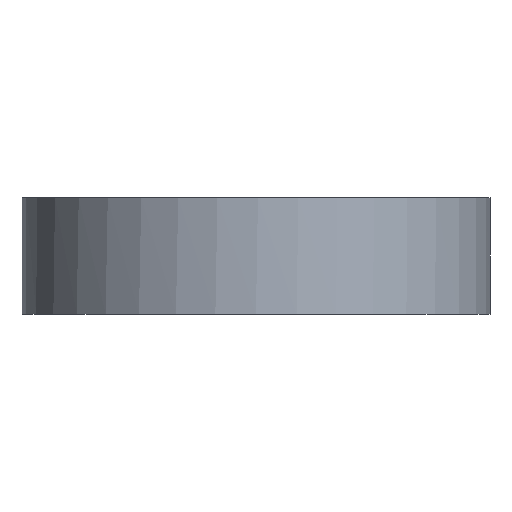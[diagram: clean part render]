
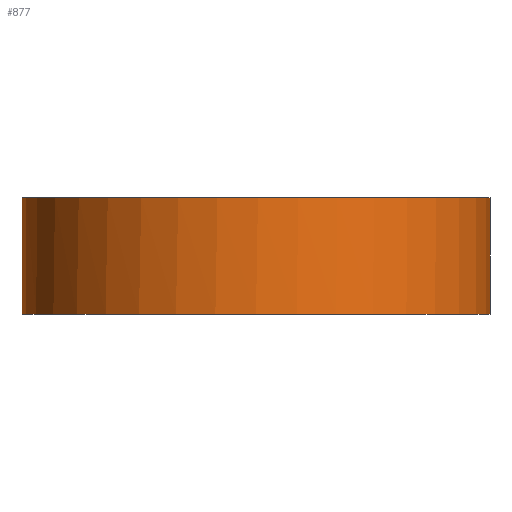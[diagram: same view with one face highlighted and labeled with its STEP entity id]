
A CAD part, front view. The second image highlights one B-rep face of the part: STEP entity #877.
In plain terms, the highlighted cylindrical face has radius 30.2 mm (diameter 60.4 mm), a full revolution.
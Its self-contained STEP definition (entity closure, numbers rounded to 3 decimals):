
#105 = PLANE('',#106);
#106 = AXIS2_PLACEMENT_3D('',#107,#108,#109);
#107 = CARTESIAN_POINT('',(-0.362,0.,5.));
#108 = DIRECTION('',(0.,0.,1.));
#109 = DIRECTION('',(0.,1.,0.));
#593 = PLANE('',#594);
#594 = AXIS2_PLACEMENT_3D('',#595,#596,#597);
#595 = CARTESIAN_POINT('',(0.,0.,15.));
#596 = DIRECTION('',(0.,0.,-1.));
#597 = DIRECTION('',(1.,0.,0.));
#686 = VERTEX_POINT('',#687);
#687 = CARTESIAN_POINT('',(-30.196,-0.5,15.));
#700 = PLANE('',#701);
#701 = AXIS2_PLACEMENT_3D('',#702,#703,#704);
#702 = CARTESIAN_POINT('',(-33.5,-0.5,5.));
#703 = DIRECTION('',(0.,1.,0.));
#704 = DIRECTION('',(0.,0.,1.));
#711 = EDGE_CURVE('',#712,#686,#714,.T.);
#712 = VERTEX_POINT('',#713);
#713 = CARTESIAN_POINT('',(30.2,0.,15.));
#714 = SURFACE_CURVE('',#715,(#720,#727),.PCURVE_S1.);
#715 = CIRCLE('',#716,30.2);
#716 = AXIS2_PLACEMENT_3D('',#717,#718,#719);
#717 = CARTESIAN_POINT('',(0.,0.,15.));
#718 = DIRECTION('',(0.,0.,-1.));
#719 = DIRECTION('',(1.,0.,0.));
#720 = PCURVE('',#593,#721);
#721 = DEFINITIONAL_REPRESENTATION('',(#722),#726);
#722 = CIRCLE('',#723,30.2);
#723 = AXIS2_PLACEMENT_2D('',#724,#725);
#724 = CARTESIAN_POINT('',(0.,0.));
#725 = DIRECTION('',(1.,0.));
#726 = ( GEOMETRIC_REPRESENTATION_CONTEXT(2) 
PARAMETRIC_REPRESENTATION_CONTEXT() REPRESENTATION_CONTEXT('2D SPACE',''
  ) );
#727 = PCURVE('',#728,#733);
#728 = CYLINDRICAL_SURFACE('',#729,30.2);
#729 = AXIS2_PLACEMENT_3D('',#730,#731,#732);
#730 = CARTESIAN_POINT('',(0.,0.,15.));
#731 = DIRECTION('',(0.,0.,-1.));
#732 = DIRECTION('',(1.,0.,0.));
#733 = DEFINITIONAL_REPRESENTATION('',(#734),#738);
#734 = LINE('',#735,#736);
#735 = CARTESIAN_POINT('',(0.,0.));
#736 = VECTOR('',#737,1.);
#737 = DIRECTION('',(1.,0.));
#738 = ( GEOMETRIC_REPRESENTATION_CONTEXT(2) 
PARAMETRIC_REPRESENTATION_CONTEXT() REPRESENTATION_CONTEXT('2D SPACE',''
  ) );
#740 = EDGE_CURVE('',#741,#712,#743,.T.);
#741 = VERTEX_POINT('',#742);
#742 = CARTESIAN_POINT('',(-30.196,0.5,15.));
#743 = SURFACE_CURVE('',#744,(#749,#756),.PCURVE_S1.);
#744 = CIRCLE('',#745,30.2);
#745 = AXIS2_PLACEMENT_3D('',#746,#747,#748);
#746 = CARTESIAN_POINT('',(0.,0.,15.));
#747 = DIRECTION('',(0.,0.,-1.));
#748 = DIRECTION('',(1.,0.,0.));
#749 = PCURVE('',#593,#750);
#750 = DEFINITIONAL_REPRESENTATION('',(#751),#755);
#751 = CIRCLE('',#752,30.2);
#752 = AXIS2_PLACEMENT_2D('',#753,#754);
#753 = CARTESIAN_POINT('',(0.,0.));
#754 = DIRECTION('',(1.,0.));
#755 = ( GEOMETRIC_REPRESENTATION_CONTEXT(2) 
PARAMETRIC_REPRESENTATION_CONTEXT() REPRESENTATION_CONTEXT('2D SPACE',''
  ) );
#756 = PCURVE('',#728,#757);
#757 = DEFINITIONAL_REPRESENTATION('',(#758),#762);
#758 = LINE('',#759,#760);
#759 = CARTESIAN_POINT('',(0.,0.));
#760 = VECTOR('',#761,1.);
#761 = DIRECTION('',(1.,0.));
#762 = ( GEOMETRIC_REPRESENTATION_CONTEXT(2) 
PARAMETRIC_REPRESENTATION_CONTEXT() REPRESENTATION_CONTEXT('2D SPACE',''
  ) );
#777 = PLANE('',#778);
#778 = AXIS2_PLACEMENT_3D('',#779,#780,#781);
#779 = CARTESIAN_POINT('',(-33.5,0.5,5.));
#780 = DIRECTION('',(0.,1.,0.));
#781 = DIRECTION('',(0.,0.,1.));
#836 = VERTEX_POINT('',#837);
#837 = CARTESIAN_POINT('',(-30.196,0.5,5.));
#858 = EDGE_CURVE('',#741,#836,#859,.T.);
#859 = SURFACE_CURVE('',#860,(#864,#870),.PCURVE_S1.);
#860 = LINE('',#861,#862);
#861 = CARTESIAN_POINT('',(-30.196,0.5,15.));
#862 = VECTOR('',#863,1.);
#863 = DIRECTION('',(0.,0.,-1.));
#864 = PCURVE('',#777,#865);
#865 = DEFINITIONAL_REPRESENTATION('',(#866),#869);
#866 = B_SPLINE_CURVE_WITH_KNOTS('',1,(#867,#868),.UNSPECIFIED.,.F.,.F.,
  (2,2),(0.,11.1),.PIECEWISE_BEZIER_KNOTS.);
#867 = CARTESIAN_POINT('',(10.,3.304));
#868 = CARTESIAN_POINT('',(-1.1,3.304));
#869 = ( GEOMETRIC_REPRESENTATION_CONTEXT(2) 
PARAMETRIC_REPRESENTATION_CONTEXT() REPRESENTATION_CONTEXT('2D SPACE',''
  ) );
#870 = PCURVE('',#728,#871);
#871 = DEFINITIONAL_REPRESENTATION('',(#872),#875);
#872 = B_SPLINE_CURVE_WITH_KNOTS('',1,(#873,#874),.UNSPECIFIED.,.F.,.F.,
  (2,2),(0.,11.1),.PIECEWISE_BEZIER_KNOTS.);
#873 = CARTESIAN_POINT('',(3.158,0.));
#874 = CARTESIAN_POINT('',(3.158,11.1));
#875 = ( GEOMETRIC_REPRESENTATION_CONTEXT(2) 
PARAMETRIC_REPRESENTATION_CONTEXT() REPRESENTATION_CONTEXT('2D SPACE',''
  ) );
#877 = ADVANCED_FACE('',(#878),#728,.T.);
#878 = FACE_BOUND('',#879,.T.);
#879 = EDGE_LOOP('',(#880,#903,#904,#925,#951,#952,#953,#954));
#880 = ORIENTED_EDGE('',*,*,#881,.F.);
#881 = EDGE_CURVE('',#712,#882,#884,.T.);
#882 = VERTEX_POINT('',#883);
#883 = CARTESIAN_POINT('',(30.2,0.,0.));
#884 = SEAM_CURVE('',#885,(#889,#896),.PCURVE_S1.);
#885 = LINE('',#886,#887);
#886 = CARTESIAN_POINT('',(30.2,0.,15.));
#887 = VECTOR('',#888,1.);
#888 = DIRECTION('',(0.,0.,-1.));
#889 = PCURVE('',#728,#890);
#890 = DEFINITIONAL_REPRESENTATION('',(#891),#895);
#891 = LINE('',#892,#893);
#892 = CARTESIAN_POINT('',(0.,0.));
#893 = VECTOR('',#894,1.);
#894 = DIRECTION('',(0.,1.));
#895 = ( GEOMETRIC_REPRESENTATION_CONTEXT(2) 
PARAMETRIC_REPRESENTATION_CONTEXT() REPRESENTATION_CONTEXT('2D SPACE',''
  ) );
#896 = PCURVE('',#728,#897);
#897 = DEFINITIONAL_REPRESENTATION('',(#898),#902);
#898 = LINE('',#899,#900);
#899 = CARTESIAN_POINT('',(6.283,0.));
#900 = VECTOR('',#901,1.);
#901 = DIRECTION('',(0.,1.));
#902 = ( GEOMETRIC_REPRESENTATION_CONTEXT(2) 
PARAMETRIC_REPRESENTATION_CONTEXT() REPRESENTATION_CONTEXT('2D SPACE',''
  ) );
#903 = ORIENTED_EDGE('',*,*,#711,.T.);
#904 = ORIENTED_EDGE('',*,*,#905,.T.);
#905 = EDGE_CURVE('',#686,#906,#908,.T.);
#906 = VERTEX_POINT('',#907);
#907 = CARTESIAN_POINT('',(-30.196,-0.5,5.));
#908 = SURFACE_CURVE('',#909,(#913,#919),.PCURVE_S1.);
#909 = LINE('',#910,#911);
#910 = CARTESIAN_POINT('',(-30.196,-0.5,15.));
#911 = VECTOR('',#912,1.);
#912 = DIRECTION('',(0.,0.,-1.));
#913 = PCURVE('',#728,#914);
#914 = DEFINITIONAL_REPRESENTATION('',(#915),#918);
#915 = B_SPLINE_CURVE_WITH_KNOTS('',1,(#916,#917),.UNSPECIFIED.,.F.,.F.,
  (2,2),(0.,11.1),.PIECEWISE_BEZIER_KNOTS.);
#916 = CARTESIAN_POINT('',(3.125,0.));
#917 = CARTESIAN_POINT('',(3.125,11.1));
#918 = ( GEOMETRIC_REPRESENTATION_CONTEXT(2) 
PARAMETRIC_REPRESENTATION_CONTEXT() REPRESENTATION_CONTEXT('2D SPACE',''
  ) );
#919 = PCURVE('',#700,#920);
#920 = DEFINITIONAL_REPRESENTATION('',(#921),#924);
#921 = B_SPLINE_CURVE_WITH_KNOTS('',1,(#922,#923),.UNSPECIFIED.,.F.,.F.,
  (2,2),(0.,11.1),.PIECEWISE_BEZIER_KNOTS.);
#922 = CARTESIAN_POINT('',(10.,3.304));
#923 = CARTESIAN_POINT('',(-1.1,3.304));
#924 = ( GEOMETRIC_REPRESENTATION_CONTEXT(2) 
PARAMETRIC_REPRESENTATION_CONTEXT() REPRESENTATION_CONTEXT('2D SPACE',''
  ) );
#925 = ORIENTED_EDGE('',*,*,#926,.T.);
#926 = EDGE_CURVE('',#906,#836,#927,.T.);
#927 = SURFACE_CURVE('',#928,(#933,#940),.PCURVE_S1.);
#928 = CIRCLE('',#929,30.2);
#929 = AXIS2_PLACEMENT_3D('',#930,#931,#932);
#930 = CARTESIAN_POINT('',(0.,0.,5.));
#931 = DIRECTION('',(0.,0.,-1.));
#932 = DIRECTION('',(1.,0.,0.));
#933 = PCURVE('',#728,#934);
#934 = DEFINITIONAL_REPRESENTATION('',(#935),#939);
#935 = LINE('',#936,#937);
#936 = CARTESIAN_POINT('',(0.,10.));
#937 = VECTOR('',#938,1.);
#938 = DIRECTION('',(1.,0.));
#939 = ( GEOMETRIC_REPRESENTATION_CONTEXT(2) 
PARAMETRIC_REPRESENTATION_CONTEXT() REPRESENTATION_CONTEXT('2D SPACE',''
  ) );
#940 = PCURVE('',#105,#941);
#941 = DEFINITIONAL_REPRESENTATION('',(#942),#950);
#942 = ( BOUNDED_CURVE() B_SPLINE_CURVE(2,(#943,#944,#945,#946,#947,#948
,#949),.UNSPECIFIED.,.F.,.F.) B_SPLINE_CURVE_WITH_KNOTS((1,2,2,2,2,1),(
    -2.094,0.,2.094,4.189,6.283,
8.378),.UNSPECIFIED.) CURVE() GEOMETRIC_REPRESENTATION_ITEM() 
RATIONAL_B_SPLINE_CURVE((1.,0.5,1.,0.5,1.,0.5,1.)) REPRESENTATION_ITEM(
  '') );
#943 = CARTESIAN_POINT('',(0.,-30.562));
#944 = CARTESIAN_POINT('',(-52.308,-30.562));
#945 = CARTESIAN_POINT('',(-26.154,14.738));
#946 = CARTESIAN_POINT('',(0.,60.038));
#947 = CARTESIAN_POINT('',(26.154,14.738));
#948 = CARTESIAN_POINT('',(52.308,-30.562));
#949 = CARTESIAN_POINT('',(0.,-30.562));
#950 = ( GEOMETRIC_REPRESENTATION_CONTEXT(2) 
PARAMETRIC_REPRESENTATION_CONTEXT() REPRESENTATION_CONTEXT('2D SPACE',''
  ) );
#951 = ORIENTED_EDGE('',*,*,#858,.F.);
#952 = ORIENTED_EDGE('',*,*,#740,.T.);
#953 = ORIENTED_EDGE('',*,*,#881,.T.);
#954 = ORIENTED_EDGE('',*,*,#955,.F.);
#955 = EDGE_CURVE('',#882,#882,#956,.T.);
#956 = SURFACE_CURVE('',#957,(#962,#969),.PCURVE_S1.);
#957 = CIRCLE('',#958,30.2);
#958 = AXIS2_PLACEMENT_3D('',#959,#960,#961);
#959 = CARTESIAN_POINT('',(0.,0.,0.));
#960 = DIRECTION('',(0.,0.,-1.));
#961 = DIRECTION('',(1.,0.,0.));
#962 = PCURVE('',#728,#963);
#963 = DEFINITIONAL_REPRESENTATION('',(#964),#968);
#964 = LINE('',#965,#966);
#965 = CARTESIAN_POINT('',(0.,15.));
#966 = VECTOR('',#967,1.);
#967 = DIRECTION('',(1.,0.));
#968 = ( GEOMETRIC_REPRESENTATION_CONTEXT(2) 
PARAMETRIC_REPRESENTATION_CONTEXT() REPRESENTATION_CONTEXT('2D SPACE',''
  ) );
#969 = PCURVE('',#970,#975);
#970 = PLANE('',#971);
#971 = AXIS2_PLACEMENT_3D('',#972,#973,#974);
#972 = CARTESIAN_POINT('',(0.,0.,0.));
#973 = DIRECTION('',(0.,0.,-1.));
#974 = DIRECTION('',(1.,0.,0.));
#975 = DEFINITIONAL_REPRESENTATION('',(#976),#980);
#976 = CIRCLE('',#977,30.2);
#977 = AXIS2_PLACEMENT_2D('',#978,#979);
#978 = CARTESIAN_POINT('',(0.,0.));
#979 = DIRECTION('',(1.,0.));
#980 = ( GEOMETRIC_REPRESENTATION_CONTEXT(2) 
PARAMETRIC_REPRESENTATION_CONTEXT() REPRESENTATION_CONTEXT('2D SPACE',''
  ) );
